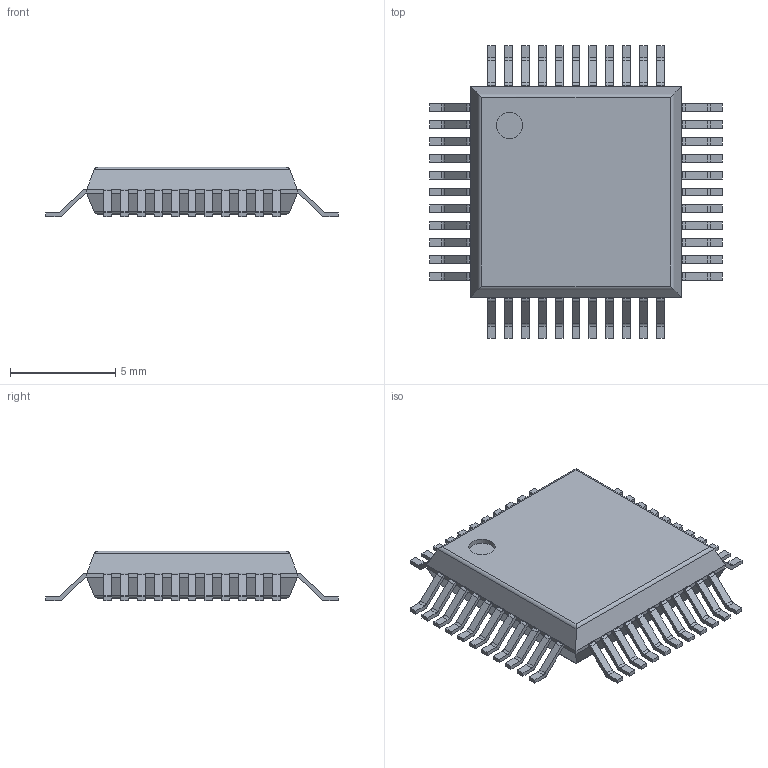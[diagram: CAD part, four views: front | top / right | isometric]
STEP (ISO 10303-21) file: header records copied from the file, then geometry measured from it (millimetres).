
FILE_DESCRIPTION(('FreeCAD Model'),'2;1');
FILE_NAME('1069517.1.1.stp','2020-04-09T20:51:34',( 'Author'),(''),'Open CASCADE STEP processor 6.9','FreeCAD','Unknown' );
FILE_SCHEMA(('AUTOMOTIVE_DESIGN { 1 0 10303 214 1 1 1 1 }'));
Length unit declared in the file: millimetre
Products named in the file (4): ASSEMBLY; Body; PinsArrayLR; PinsArrayTB
Assembly tree (3 placements, depth 2):
  ASSEMBLY
    Body
    PinsArrayLR
    PinsArrayTB
Bounding box: 13.9 x 13.9 x 2.35 mm (x, y, z)
Volume: 213.3 mm3; surface area: 383.8 mm2
Topology: 45 solids, 45 shells, 596 faces, 1499 edges, 994 vertices
Faces by surface type: plane 455, cylinder 141
Full cylindrical faces by diameter (mm): 1.25 x1
Entity records: 37986 total; most frequent: CARTESIAN_POINT 7099, DIRECTION 5735, LINE 3853, VECTOR 3853, ORIENTED_EDGE 2998, PCURVE 2998, DEFINITIONAL_REPRESENTATION 2998, EDGE_CURVE 1499
